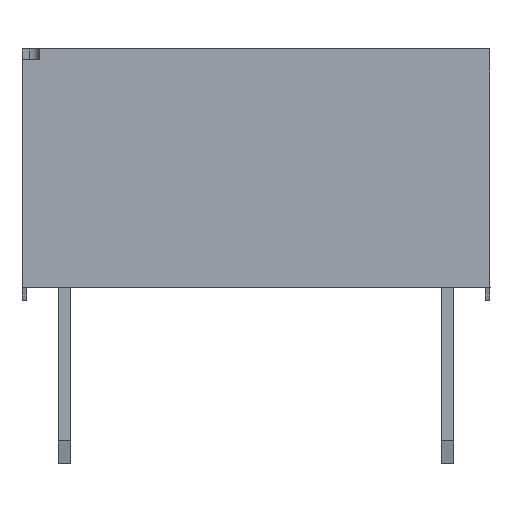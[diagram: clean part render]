
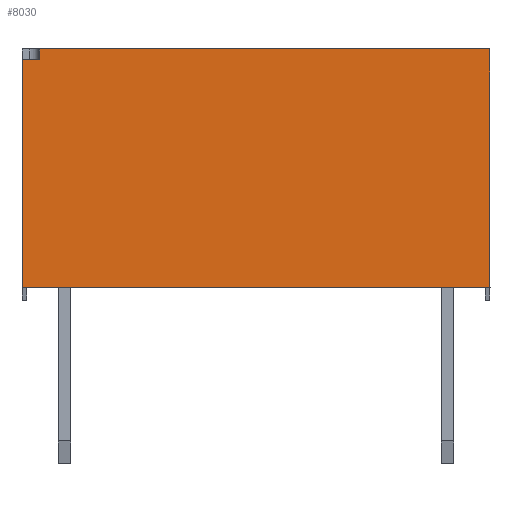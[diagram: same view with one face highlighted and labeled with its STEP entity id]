
A CAD part, front view. The second image highlights one B-rep face of the part: STEP entity #8030.
In plain terms, the highlighted planar face has unit normal (0, -1, 0).
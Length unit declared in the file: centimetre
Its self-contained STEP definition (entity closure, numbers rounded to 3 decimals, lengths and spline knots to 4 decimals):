
#959=VERTEX_POINT('',#9368);
#960=VERTEX_POINT('',#9369);
#963=VERTEX_POINT('',#9380);
#973=VERTEX_POINT('',#9409);
#1663=VERTEX_POINT('',#12931);
#1664=VERTEX_POINT('',#12933);
#1709=VECTOR('',#8297,1.);
#1714=VECTOR('',#8309,1.);
#1725=VECTOR('',#8330,1.);
#2444=VECTOR('',#9267,1.);
#2504=VECTOR('',#9353,1.);
#2505=VECTOR('',#9355,1.);
#2510=LINE('',#9367,#1709);
#2515=LINE('',#9381,#1714);
#2526=LINE('',#9408,#1725);
#3245=LINE('',#12932,#2444);
#3305=LINE('',#13059,#2504);
#3306=LINE('',#13061,#2505);
#3311=EDGE_CURVE('',#959,#960,#2510,.T.);
#3318=EDGE_CURVE('',#960,#963,#2515,.T.);
#3331=EDGE_CURVE('',#973,#959,#2526,.T.);
#4366=EDGE_CURVE('',#1664,#1663,#3245,.T.);
#4434=EDGE_CURVE('',#1663,#973,#3305,.T.);
#4435=EDGE_CURVE('',#1664,#963,#3306,.T.);
#6678=ORIENTED_EDGE('',*,*,#3318,.T.);
#6679=ORIENTED_EDGE('',*,*,#4435,.F.);
#6680=ORIENTED_EDGE('',*,*,#4366,.T.);
#6681=ORIENTED_EDGE('',*,*,#4434,.T.);
#6682=ORIENTED_EDGE('',*,*,#3331,.T.);
#6683=ORIENTED_EDGE('',*,*,#3311,.T.);
#7151=EDGE_LOOP('',(#6678,#6679,#6680,#6681,#6682,#6683));
#7610=FACE_BOUND('',#7151,.T.);
#8030=ADVANCED_FACE('',(#7610),#13314,.T.);
#8289=AXIS2_PLACEMENT_3D('',#13060,#9354,$);
#8297=DIRECTION('',(0.,0.,-1.));
#8309=DIRECTION('',(-1.,0.,0.));
#8330=DIRECTION('',(-1.,0.,0.));
#9267=DIRECTION('',(1.,0.,0.));
#9353=DIRECTION('',(0.,0.,1.));
#9354=DIRECTION('',(0.,-1.,0.));
#9355=DIRECTION('',(0.,0.,1.));
#9367=CARTESIAN_POINT('',(-0.4307,-0.715,0.2375));
#9368=CARTESIAN_POINT('',(-0.4307,-0.715,0.475));
#9369=CARTESIAN_POINT('',(-0.4307,-0.715,0.454));
#9380=CARTESIAN_POINT('',(-0.465,-0.715,0.454));
#9381=CARTESIAN_POINT('',(-0.2244,-0.715,0.454));
#9408=CARTESIAN_POINT('',(-0.465,-0.715,0.475));
#9409=CARTESIAN_POINT('',(0.465,-0.715,0.475));
#12931=CARTESIAN_POINT('',(0.465,-0.715,0.));
#12932=CARTESIAN_POINT('',(-0.465,-0.715,0.));
#12933=CARTESIAN_POINT('',(-0.465,-0.715,0.));
#13059=CARTESIAN_POINT('',(0.465,-0.715,0.));
#13060=CARTESIAN_POINT('',(0.,-0.715,0.));
#13061=CARTESIAN_POINT('',(-0.465,-0.715,0.));
#13314=PLANE('',#8289);
